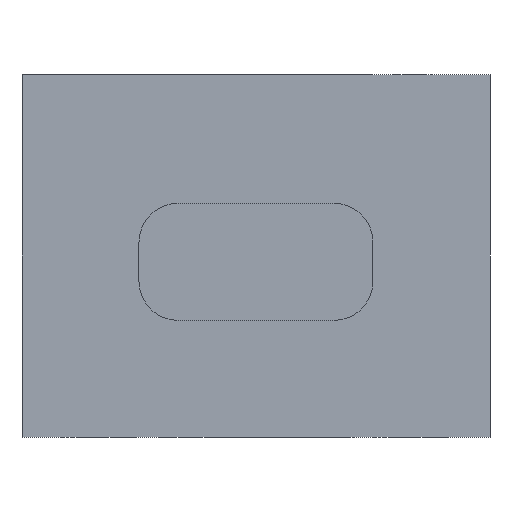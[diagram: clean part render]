
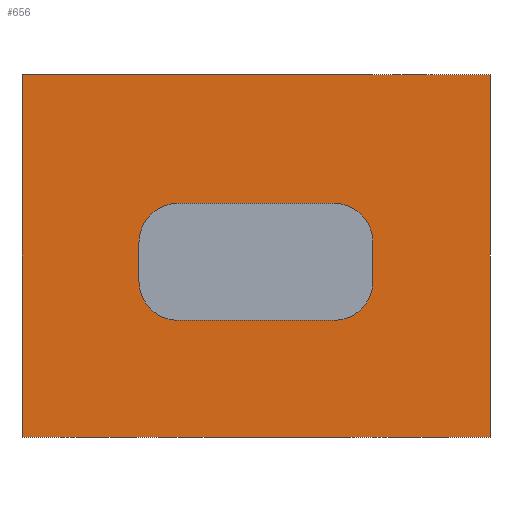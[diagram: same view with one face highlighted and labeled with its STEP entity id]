
A CAD part, front view. The second image highlights one B-rep face of the part: STEP entity #656.
In plain terms, the highlighted planar face has unit normal (0, -1, 0).
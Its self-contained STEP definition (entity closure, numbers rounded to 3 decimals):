
#26=FACE_BOUND('',#169,.T.);
#37=CIRCLE('',#677,10.);
#40=CIRCLE('',#682,10.);
#42=CIRCLE('',#686,10.);
#44=CIRCLE('',#690,10.);
#124=FACE_OUTER_BOUND('',#168,.T.);
#168=EDGE_LOOP('',(#564,#565,#566,#567));
#169=EDGE_LOOP('',(#568,#569,#570,#571,#572,#573,#574,#575));
#183=LINE('',#957,#234);
#188=LINE('',#971,#239);
#192=LINE('',#985,#243);
#196=LINE('',#997,#247);
#216=LINE('',#1065,#267);
#229=LINE('',#1127,#280);
#230=LINE('',#1129,#281);
#231=LINE('',#1130,#282);
#234=VECTOR('',#755,10.);
#239=VECTOR('',#768,10.);
#243=VECTOR('',#782,10.);
#247=VECTOR('',#794,10.);
#267=VECTOR('',#866,10.);
#280=VECTOR('',#937,10.);
#281=VECTOR('',#940,10.);
#282=VECTOR('',#941,10.);
#285=VERTEX_POINT('',#955);
#286=VERTEX_POINT('',#956);
#289=VERTEX_POINT('',#964);
#291=VERTEX_POINT('',#970);
#294=VERTEX_POINT('',#978);
#296=VERTEX_POINT('',#984);
#298=VERTEX_POINT('',#990);
#300=VERTEX_POINT('',#996);
#321=VERTEX_POINT('',#1062);
#322=VERTEX_POINT('',#1064);
#339=VERTEX_POINT('',#1120);
#342=VERTEX_POINT('',#1125);
#343=EDGE_CURVE('',#285,#286,#183,.T.);
#347=EDGE_CURVE('',#289,#285,#37,.T.);
#350=EDGE_CURVE('',#291,#289,#188,.T.);
#354=EDGE_CURVE('',#294,#291,#40,.T.);
#357=EDGE_CURVE('',#296,#294,#192,.T.);
#360=EDGE_CURVE('',#298,#296,#42,.T.);
#363=EDGE_CURVE('',#300,#298,#196,.T.);
#366=EDGE_CURVE('',#286,#300,#44,.T.);
#396=EDGE_CURVE('',#321,#322,#216,.T.);
#425=EDGE_CURVE('',#339,#342,#229,.T.);
#426=EDGE_CURVE('',#339,#321,#230,.T.);
#427=EDGE_CURVE('',#322,#342,#231,.T.);
#564=ORIENTED_EDGE('',*,*,#426,.F.);
#565=ORIENTED_EDGE('',*,*,#425,.T.);
#566=ORIENTED_EDGE('',*,*,#427,.F.);
#567=ORIENTED_EDGE('',*,*,#396,.F.);
#568=ORIENTED_EDGE('',*,*,#343,.T.);
#569=ORIENTED_EDGE('',*,*,#366,.T.);
#570=ORIENTED_EDGE('',*,*,#363,.T.);
#571=ORIENTED_EDGE('',*,*,#360,.T.);
#572=ORIENTED_EDGE('',*,*,#357,.T.);
#573=ORIENTED_EDGE('',*,*,#354,.T.);
#574=ORIENTED_EDGE('',*,*,#350,.T.);
#575=ORIENTED_EDGE('',*,*,#347,.T.);
#619=PLANE('',#744);
#656=ADVANCED_FACE('',(#124,#26),#619,.T.);
#677=AXIS2_PLACEMENT_3D('',#965,#761,#762);
#682=AXIS2_PLACEMENT_3D('',#979,#775,#776);
#686=AXIS2_PLACEMENT_3D('',#991,#787,#788);
#690=AXIS2_PLACEMENT_3D('',#1002,#799,#800);
#744=AXIS2_PLACEMENT_3D('',#1128,#938,#939);
#755=DIRECTION('',(0.,0.,1.));
#761=DIRECTION('center_axis',(0.,1.,0.));
#762=DIRECTION('ref_axis',(-1.,0.,0.));
#768=DIRECTION('',(-1.,0.,0.));
#775=DIRECTION('center_axis',(0.,1.,0.));
#776=DIRECTION('ref_axis',(0.,0.,-1.));
#782=DIRECTION('',(0.,0.,-1.));
#787=DIRECTION('center_axis',(0.,1.,0.));
#788=DIRECTION('ref_axis',(1.,0.,0.));
#794=DIRECTION('',(1.,0.,0.));
#799=DIRECTION('center_axis',(0.,1.,0.));
#800=DIRECTION('ref_axis',(0.,0.,1.));
#866=DIRECTION('',(0.,0.,1.));
#937=DIRECTION('',(0.,0.,1.));
#938=DIRECTION('center_axis',(0.,-1.,0.));
#939=DIRECTION('ref_axis',(1.,0.,0.));
#940=DIRECTION('',(-1.,0.,0.));
#941=DIRECTION('',(1.,0.,0.));
#955=CARTESIAN_POINT('',(30.,45.,40.));
#956=CARTESIAN_POINT('',(30.,45.,50.));
#957=CARTESIAN_POINT('',(30.,45.,20.));
#964=CARTESIAN_POINT('',(40.,45.,30.));
#965=CARTESIAN_POINT('Origin',(40.,45.,40.));
#970=CARTESIAN_POINT('',(80.,45.,30.));
#971=CARTESIAN_POINT('',(40.,45.,30.));
#978=CARTESIAN_POINT('',(90.,45.,40.));
#979=CARTESIAN_POINT('Origin',(80.,45.,40.));
#984=CARTESIAN_POINT('',(90.,45.,50.));
#985=CARTESIAN_POINT('',(90.,45.,25.));
#990=CARTESIAN_POINT('',(80.,45.,60.));
#991=CARTESIAN_POINT('Origin',(80.,45.,50.));
#996=CARTESIAN_POINT('',(40.,45.,60.));
#997=CARTESIAN_POINT('',(20.,45.,60.));
#1002=CARTESIAN_POINT('Origin',(40.,45.,50.));
#1062=CARTESIAN_POINT('',(0.,45.,0.));
#1064=CARTESIAN_POINT('',(0.,45.,93.));
#1065=CARTESIAN_POINT('',(0.,45.,0.));
#1120=CARTESIAN_POINT('',(120.,45.,0.));
#1125=CARTESIAN_POINT('',(120.,45.,93.));
#1127=CARTESIAN_POINT('',(120.,45.,0.));
#1128=CARTESIAN_POINT('Origin',(0.,45.,0.));
#1129=CARTESIAN_POINT('',(120.,45.,0.));
#1130=CARTESIAN_POINT('',(120.,45.,93.));
